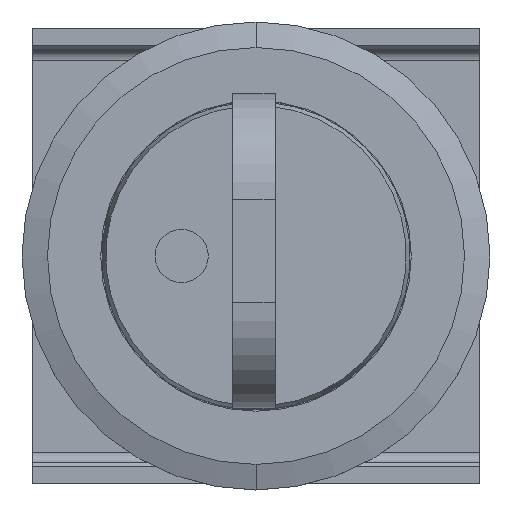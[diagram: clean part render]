
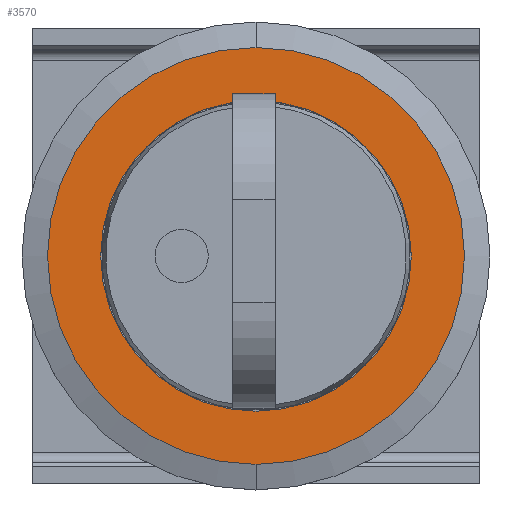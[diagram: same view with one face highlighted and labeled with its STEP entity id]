
A CAD part, top view. The second image highlights one B-rep face of the part: STEP entity #3570.
In plain terms, the highlighted planar face has unit normal (0, 0, 1).
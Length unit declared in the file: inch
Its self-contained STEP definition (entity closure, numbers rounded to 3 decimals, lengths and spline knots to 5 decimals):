
#213 = ORIENTED_EDGE ( 'NONE', *, *, #8066, .T. ) ;
#699 = CARTESIAN_POINT ( 'NONE',  ( 0.2874, 0., 0.07874 ) ) ;
#1105 = ORIENTED_EDGE ( 'NONE', *, *, #9724, .F. ) ;
#2124 = DIRECTION ( 'NONE',  ( 0., 1., 0. ) ) ;
#2477 = CARTESIAN_POINT ( 'NONE',  ( 0., 0., 0.07874 ) ) ;
#3133 = VERTEX_POINT ( 'NONE', #699 ) ;
#3378 = AXIS2_PLACEMENT_3D ( 'NONE', #2477, #20371, #16866 ) ;
#3570 = ADVANCED_FACE ( 'NONE', ( #16803, #15066 ), #13331, .T. ) ;
#3660 = CIRCLE ( 'NONE', #6646, 0.2874 ) ;
#4405 = EDGE_CURVE ( 'NONE', #22451, #9944, #16997, .T. ) ;
#4548 = DIRECTION ( 'NONE',  ( -1., 0., 0. ) ) ;
#4561 = CIRCLE ( 'NONE', #7528, 0.38583 ) ;
#4723 = CARTESIAN_POINT ( 'NONE',  ( 0., 0.38583, 0.07874 ) ) ;
#6415 = CARTESIAN_POINT ( 'NONE',  ( 0., -0.38583, 0.07874 ) ) ;
#6646 = AXIS2_PLACEMENT_3D ( 'NONE', #15346, #11877, #4548 ) ;
#6664 = EDGE_LOOP ( 'NONE', ( #1105, #17173 ) ) ;
#6723 = DIRECTION ( 'NONE',  ( 0., 1., 0. ) ) ;
#7366 = AXIS2_PLACEMENT_3D ( 'NONE', #12702, #7700, #2124 ) ;
#7528 = AXIS2_PLACEMENT_3D ( 'NONE', #14131, #22633, #6723 ) ;
#7700 = DIRECTION ( 'NONE',  ( 0., 0., -1. ) ) ;
#7710 = ORIENTED_EDGE ( 'NONE', *, *, #21219, .T. ) ;
#7760 = DIRECTION ( 'NONE',  ( 1., 0., 0. ) ) ;
#8066 = EDGE_CURVE ( 'NONE', #3133, #8534, #13406, .T. ) ;
#8534 = VERTEX_POINT ( 'NONE', #18254 ) ;
#9724 = EDGE_CURVE ( 'NONE', #9944, #22451, #4561, .T. ) ;
#9944 = VERTEX_POINT ( 'NONE', #4723 ) ;
#11356 = DIRECTION ( 'NONE',  ( 0., 0., 1. ) ) ;
#11415 = AXIS2_PLACEMENT_3D ( 'NONE', #20294, #11356, #7760 ) ;
#11877 = DIRECTION ( 'NONE',  ( 0., 0., -1. ) ) ;
#12702 = CARTESIAN_POINT ( 'NONE',  ( 0., 0., 0.07874 ) ) ;
#13331 = PLANE ( 'NONE',  #11415 ) ;
#13406 = CIRCLE ( 'NONE', #3378, 0.2874 ) ;
#14131 = CARTESIAN_POINT ( 'NONE',  ( 0., 0., 0.07874 ) ) ;
#15066 = FACE_BOUND ( 'NONE', #21303, .T. ) ;
#15346 = CARTESIAN_POINT ( 'NONE',  ( 0., 0., 0.07874 ) ) ;
#16803 = FACE_OUTER_BOUND ( 'NONE', #6664, .T. ) ;
#16866 = DIRECTION ( 'NONE',  ( -1., 0., 0. ) ) ;
#16997 = CIRCLE ( 'NONE', #7366, 0.38583 ) ;
#17173 = ORIENTED_EDGE ( 'NONE', *, *, #4405, .F. ) ;
#18254 = CARTESIAN_POINT ( 'NONE',  ( -0.2874, 0., 0.07874 ) ) ;
#20294 = CARTESIAN_POINT ( 'NONE',  ( 0., 0., 0.07874 ) ) ;
#20371 = DIRECTION ( 'NONE',  ( 0., 0., -1. ) ) ;
#21219 = EDGE_CURVE ( 'NONE', #8534, #3133, #3660, .T. ) ;
#21303 = EDGE_LOOP ( 'NONE', ( #7710, #213 ) ) ;
#22451 = VERTEX_POINT ( 'NONE', #6415 ) ;
#22633 = DIRECTION ( 'NONE',  ( 0., 0., -1. ) ) ;
